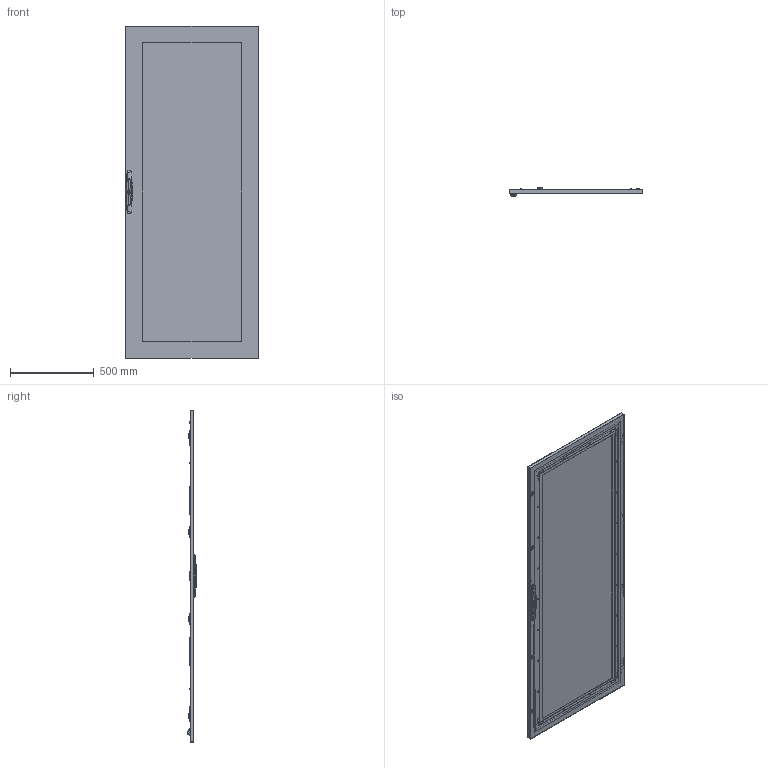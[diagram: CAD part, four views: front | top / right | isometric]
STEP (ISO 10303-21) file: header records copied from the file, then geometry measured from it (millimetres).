
FILE_DESCRIPTION (( 'STEP AP203' ), '1' );
FILE_NAME ('DTE208.step', '2021-06-30T17:18:32', ( 'ADC123' ), ( 'Microsoft' ), 'SwSTEP 2.0', 'SolidWorks 2021', '' );
FILE_SCHEMA (( 'CONFIG_CONTROL_DESIGN' ));
Products named in the file (1): DTE208
Bounding box: 793 x 53.07 x 1983 mm (x, y, z)
Volume: 7210138.9 mm3; surface area: 4836639.4 mm2
Topology: 96 solids, 96 shells, 3419 faces, 8965 edges, 5847 vertices
Faces by surface type: plane 1651, cylinder 1207, cone 312, bspline 211, torus 38
Full cylindrical faces by diameter (mm): 0.25 x8, 3.4 x2, 4 x2, 4.25 x144, 4.3 x2, 4.4 x2, 4.5 x2, 4.9 x8, 4.917 x10, 4.984 x1, 5 x17, 5.2 x3, 5.5 x1, 6 x22, 6.2 x4, 7 x32, 7.2 x18, 8 x30, 9 x36, 10 x10, 10.2 x1, 12.8 x1, 13.5 x2, 14 x1, 15 x1, 15.2 x1, 15.9 x1
Entity records: 123799 total; most frequent: CARTESIAN_POINT 42454, ORIENTED_EDGE 16824, DIRECTION 15845, EDGE_CURVE 8412, VERTEX_POINT 5770, AXIS2_PLACEMENT_3D 5721, EDGE_LOOP 4582, VECTOR 4403
